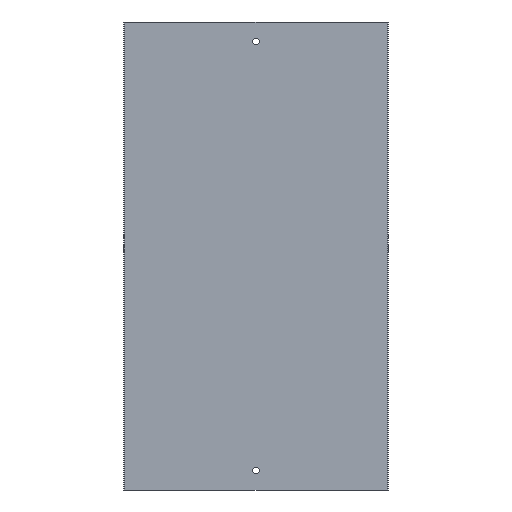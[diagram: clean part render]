
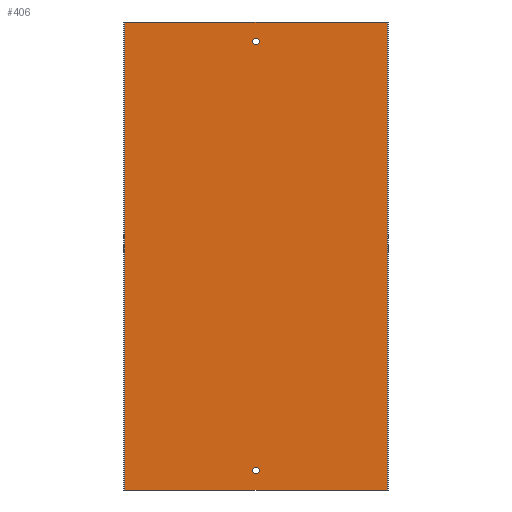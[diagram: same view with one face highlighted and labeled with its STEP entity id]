
A CAD part, front view. The second image highlights one B-rep face of the part: STEP entity #406.
In plain terms, the highlighted planar face has unit normal (0, -1, 0).
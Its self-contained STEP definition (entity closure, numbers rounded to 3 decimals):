
#2 = CARTESIAN_POINT ( 'NONE',  ( 0., 0., 347.5 ) ) ;
#15 = CARTESIAN_POINT ( 'NONE',  ( 0., 0., 17.5 ) ) ;
#39 = DIRECTION ( 'NONE',  ( 0., 0., 1. ) ) ;
#41 = PLANE ( 'NONE',  #129 ) ;
#43 = CARTESIAN_POINT ( 'NONE',  ( -101., 0., 360. ) ) ;
#52 = DIRECTION ( 'NONE',  ( 0., 1., 0. ) ) ;
#67 = CARTESIAN_POINT ( 'NONE',  ( 101., 0., 0. ) ) ;
#69 = CARTESIAN_POINT ( 'NONE',  ( -101., 0., 360. ) ) ;
#70 = CARTESIAN_POINT ( 'NONE',  ( 101., 0., 360. ) ) ;
#71 = CARTESIAN_POINT ( 'NONE',  ( -101., 0., 0. ) ) ;
#88 = DIRECTION ( 'NONE',  ( 0., 0., -1. ) ) ;
#91 = CARTESIAN_POINT ( 'NONE',  ( 101., 0., 360. ) ) ;
#99 = DIRECTION ( 'NONE',  ( 1., 0., 0. ) ) ;
#100 = CARTESIAN_POINT ( 'NONE',  ( -101., 0., 360. ) ) ;
#103 = DIRECTION ( 'NONE',  ( 1., 0., 0. ) ) ;
#104 = DIRECTION ( 'NONE',  ( 0., 0., 1. ) ) ;
#106 = DIRECTION ( 'NONE',  ( 0., -1., 0. ) ) ;
#107 = CARTESIAN_POINT ( 'NONE',  ( 0., 0., 15. ) ) ;
#108 = DIRECTION ( 'NONE',  ( 0., 0., 1. ) ) ;
#110 = DIRECTION ( 'NONE',  ( 0., -1., 0. ) ) ;
#112 = CARTESIAN_POINT ( 'NONE',  ( 0., 0., 345. ) ) ;
#115 = CARTESIAN_POINT ( 'NONE',  ( -101., 0., 0. ) ) ;
#122 = DIRECTION ( 'NONE',  ( 0., 0., -1. ) ) ;
#123 = CARTESIAN_POINT ( 'NONE',  ( -101., 0., 360. ) ) ;
#129 = AXIS2_PLACEMENT_3D ( 'NONE', #43, #52, #39 ) ;
#141 = AXIS2_PLACEMENT_3D ( 'NONE', #107, #106, #104 ) ;
#142 = AXIS2_PLACEMENT_3D ( 'NONE', #112, #110, #108 ) ;
#163 = EDGE_CURVE ( 'NONE', #377, #375, #285, .T. ) ;
#166 = EDGE_CURVE ( 'NONE', #223, #223, #281, .T. ) ;
#167 = EDGE_CURVE ( 'NONE', #222, #222, #275, .T. ) ;
#168 = EDGE_CURVE ( 'NONE', #375, #379, #277, .T. ) ;
#170 = EDGE_CURVE ( 'NONE', #377, #376, #272, .T. ) ;
#173 = EDGE_CURVE ( 'NONE', #376, #379, #267, .T. ) ;
#222 = VERTEX_POINT ( 'NONE', #15 ) ;
#223 = VERTEX_POINT ( 'NONE', #2 ) ;
#248 = FACE_BOUND ( 'NONE', #391, .T. ) ;
#259 = FACE_OUTER_BOUND ( 'NONE', #398, .T. ) ;
#264 = VECTOR ( 'NONE', #88, 1000. ) ;
#265 = FACE_BOUND ( 'NONE', #389, .T. ) ;
#267 = LINE ( 'NONE', #91, #264 ) ;
#270 = VECTOR ( 'NONE', #99, 1000. ) ;
#272 = LINE ( 'NONE', #100, #270 ) ;
#273 = VECTOR ( 'NONE', #103, 1000. ) ;
#275 = CIRCLE ( 'NONE', #141, 2.5 ) ;
#277 = LINE ( 'NONE', #115, #273 ) ;
#281 = CIRCLE ( 'NONE', #142, 2.5 ) ;
#282 = VECTOR ( 'NONE', #122, 1000. ) ;
#285 = LINE ( 'NONE', #123, #282 ) ;
#311 = ORIENTED_EDGE ( 'NONE', *, *, #170, .F. ) ;
#336 = ORIENTED_EDGE ( 'NONE', *, *, #163, .T. ) ;
#359 = ORIENTED_EDGE ( 'NONE', *, *, #166, .F. ) ;
#360 = ORIENTED_EDGE ( 'NONE', *, *, #167, .F. ) ;
#361 = ORIENTED_EDGE ( 'NONE', *, *, #168, .T. ) ;
#364 = ORIENTED_EDGE ( 'NONE', *, *, #173, .F. ) ;
#375 = VERTEX_POINT ( 'NONE', #71 ) ;
#376 = VERTEX_POINT ( 'NONE', #70 ) ;
#377 = VERTEX_POINT ( 'NONE', #69 ) ;
#379 = VERTEX_POINT ( 'NONE', #67 ) ;
#389 = EDGE_LOOP ( 'NONE', ( #359 ) ) ;
#391 = EDGE_LOOP ( 'NONE', ( #360 ) ) ;
#398 = EDGE_LOOP ( 'NONE', ( #361, #364, #311, #336 ) ) ;
#406 = ADVANCED_FACE ( 'NONE', ( #265, #248, #259 ), #41, .F. ) ;
